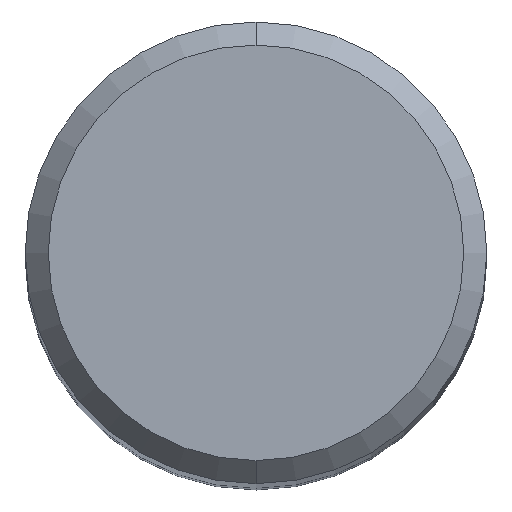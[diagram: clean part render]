
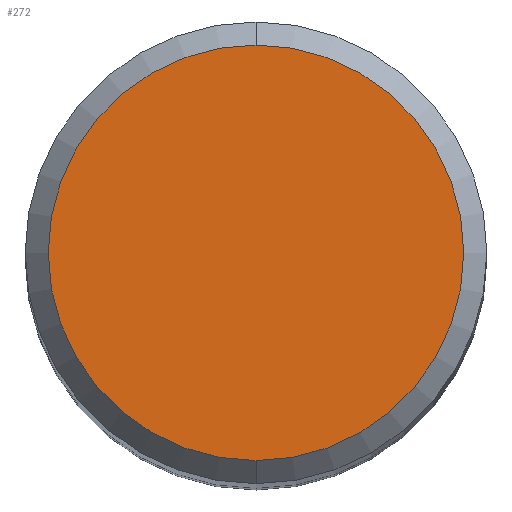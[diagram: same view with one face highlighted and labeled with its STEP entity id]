
A CAD part, top view. The second image highlights one B-rep face of the part: STEP entity #272.
In plain terms, the highlighted planar face has unit normal (0, 0, 1).
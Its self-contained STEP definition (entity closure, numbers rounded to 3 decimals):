
#214=EDGE_CURVE('',#358,#340,#470,.T.);
#272=ADVANCED_FACE('',(#534),#535,.T.);
#282=EDGE_CURVE('',#340,#358,#546,.T.);
#340=VERTEX_POINT('',#610);
#358=VERTEX_POINT('',#629);
#470=CIRCLE('',#852,3.6);
#534=FACE_OUTER_BOUND('',#981,.T.);
#535=PLANE('',#982);
#546=CIRCLE('',#1023,3.6);
#610=CARTESIAN_POINT('',(0.0,3.6,0.0));
#629=CARTESIAN_POINT('',(0.,-3.6,0.0));
#852=AXIS2_PLACEMENT_3D('',#1301,#1302,#1303);
#981=EDGE_LOOP('',(#1373,#1374));
#982=AXIS2_PLACEMENT_3D('',#1375,#1376,#1377);
#1023=AXIS2_PLACEMENT_3D('',#1387,#1388,#1389);
#1301=CARTESIAN_POINT('',(0.0,0.0,0.0));
#1302=DIRECTION('',(0.0,0.0,-1.0));
#1303=DIRECTION('',(0.0,1.0,0.0));
#1373=ORIENTED_EDGE('',*,*,#282,.F.);
#1374=ORIENTED_EDGE('',*,*,#214,.F.);
#1375=CARTESIAN_POINT('',(0.0,1.8,0.0));
#1376=DIRECTION('',(-0.0,0.0,1.0));
#1377=DIRECTION('',(0.0,-1.0,0.0));
#1387=CARTESIAN_POINT('',(0.0,0.0,0.0));
#1388=DIRECTION('',(0.0,0.0,-1.0));
#1389=DIRECTION('',(0.0,1.0,0.0));
